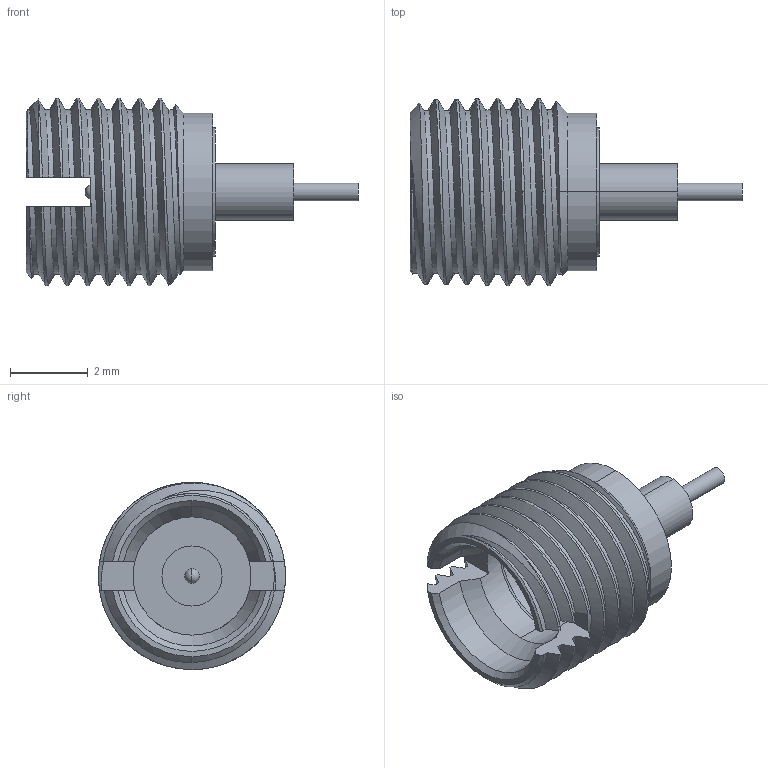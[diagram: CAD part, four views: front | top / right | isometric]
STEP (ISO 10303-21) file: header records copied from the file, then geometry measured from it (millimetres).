
FILE_DESCRIPTION (( 'STEP AP214' ), '1' );
FILE_NAME ('FMCN4398_3D.STEP', '2023-01-31T21:31:57', ( '' ), ( '' ), 'SwSTEP 2.0', 'SolidWorks 2022', '' );
FILE_SCHEMA (( 'AUTOMOTIVE_DESIGN' ));
Length unit declared in the file: inch
Products named in the file (1): FMCN4398_3D
Bounding box: 8.56 x 4.83 x 4.83 mm (x, y, z)
Volume: 51.6 mm3; surface area: 172.2 mm2
Topology: 1 solids, 1 shells, 89 faces, 234 edges, 151 vertices
Faces by surface type: cylinder 37, bspline 21, plane 15, cone 14, sphere 2
Full cylindrical faces by diameter (mm): 0.457 x1
Entity records: 9323 total; most frequent: CARTESIAN_POINT 7406, ORIENTED_EDGE 460, DIRECTION 308, EDGE_CURVE 230, VERTEX_POINT 150, AXIS2_PLACEMENT_3D 123, EDGE_LOOP 96, FACE_OUTER_BOUND 90
